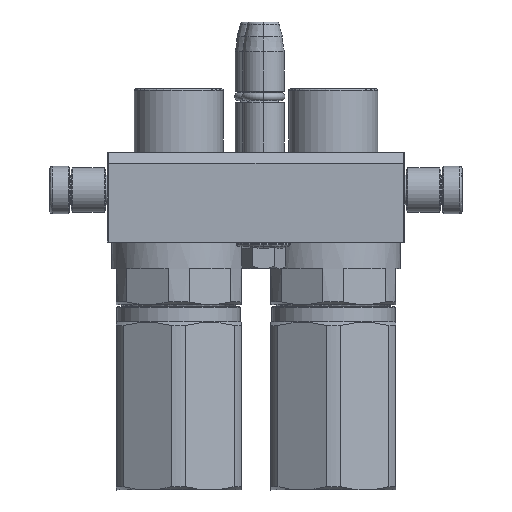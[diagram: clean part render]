
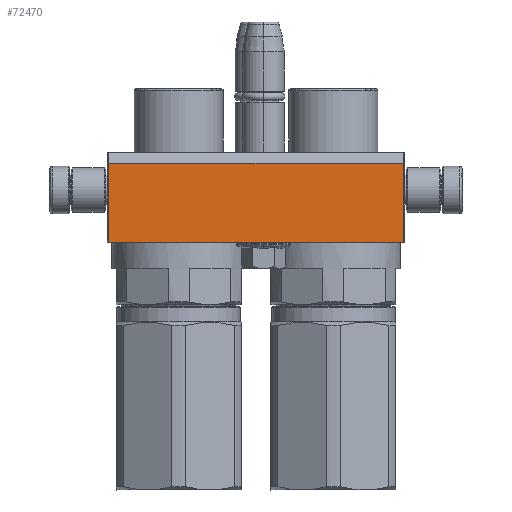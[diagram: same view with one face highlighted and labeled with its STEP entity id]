
A CAD part, left-side view. The second image highlights one B-rep face of the part: STEP entity #72470.
In plain terms, the highlighted face is planar.
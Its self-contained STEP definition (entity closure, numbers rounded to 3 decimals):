
#1132 = VECTOR ( 'NONE', #54670, 1000. ) ;
#5383 = CARTESIAN_POINT ( 'NONE',  ( -49.5, 11.536, 56. ) ) ;
#8989 = ORIENTED_EDGE ( 'NONE', *, *, #73863, .T. ) ;
#10306 = DIRECTION ( 'NONE',  ( 0., 0., 1. ) ) ;
#12111 = VERTEX_POINT ( 'NONE', #5383 ) ;
#13663 = CARTESIAN_POINT ( 'NONE',  ( -49.5, 11.536, 56. ) ) ;
#14078 = CARTESIAN_POINT ( 'NONE',  ( 49.5, -15., 56. ) ) ;
#14974 = CARTESIAN_POINT ( 'NONE',  ( -49.5, -15., 56. ) ) ;
#15567 = EDGE_CURVE ( 'NONE', #62509, #67814, #32783, .T. ) ;
#16373 = EDGE_CURVE ( 'NONE', #12111, #67814, #35403, .T. ) ;
#18788 = AXIS2_PLACEMENT_3D ( 'NONE', #29236, #10306, #28241 ) ;
#22981 = EDGE_LOOP ( 'NONE', ( #8989, #29743, #57898, #29871 ) ) ;
#23934 = CARTESIAN_POINT ( 'NONE',  ( 49.5, -15., 56. ) ) ;
#24132 = FACE_OUTER_BOUND ( 'NONE', #22981, .T. ) ;
#26174 = DIRECTION ( 'NONE',  ( 0., 1., 0. ) ) ;
#28241 = DIRECTION ( 'NONE',  ( 1., 0., 0. ) ) ;
#29236 = CARTESIAN_POINT ( 'NONE',  ( -50., -15., 56. ) ) ;
#29743 = ORIENTED_EDGE ( 'NONE', *, *, #15567, .T. ) ;
#29871 = ORIENTED_EDGE ( 'NONE', *, *, #70223, .F. ) ;
#32783 = LINE ( 'NONE', #23934, #1132 ) ;
#34057 = VECTOR ( 'NONE', #54871, 1000. ) ;
#35403 = LINE ( 'NONE', #13663, #62489 ) ;
#49960 = LINE ( 'NONE', #71955, #34057 ) ;
#52830 = VERTEX_POINT ( 'NONE', #14974 ) ;
#54670 = DIRECTION ( 'NONE',  ( 0., 1., 0. ) ) ;
#54871 = DIRECTION ( 'NONE',  ( 1., 0., 0. ) ) ;
#55604 = DIRECTION ( 'NONE',  ( 1., 0., 0. ) ) ;
#55868 = CARTESIAN_POINT ( 'NONE',  ( -49.5, -15., 56. ) ) ;
#57898 = ORIENTED_EDGE ( 'NONE', *, *, #16373, .F. ) ;
#58959 = PLANE ( 'NONE',  #18788 ) ;
#60046 = VECTOR ( 'NONE', #26174, 1000. ) ;
#62489 = VECTOR ( 'NONE', #55604, 1000. ) ;
#62509 = VERTEX_POINT ( 'NONE', #14078 ) ;
#63797 = LINE ( 'NONE', #55868, #60046 ) ;
#67814 = VERTEX_POINT ( 'NONE', #71185 ) ;
#70223 = EDGE_CURVE ( 'NONE', #52830, #12111, #63797, .T. ) ;
#71185 = CARTESIAN_POINT ( 'NONE',  ( 49.5, 11.536, 56. ) ) ;
#71955 = CARTESIAN_POINT ( 'NONE',  ( -49.5, -15., 56. ) ) ;
#72470 = ADVANCED_FACE ( 'NONE', ( #24132 ), #58959, .T. ) ;
#73863 = EDGE_CURVE ( 'NONE', #52830, #62509, #49960, .T. ) ;
